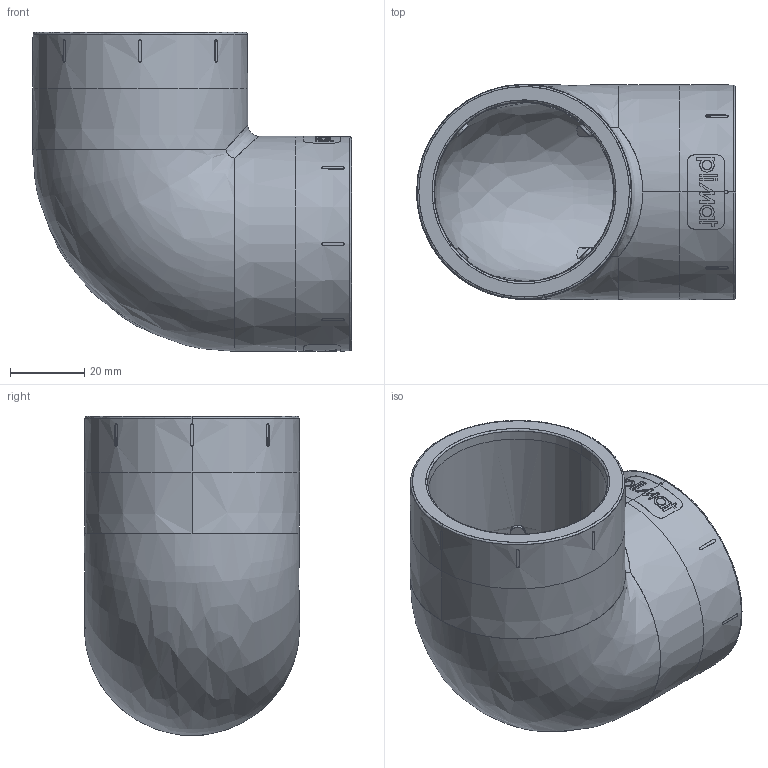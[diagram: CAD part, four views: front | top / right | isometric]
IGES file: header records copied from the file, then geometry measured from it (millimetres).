
Start section: SolidWorks IGES file using analytic representation for surfaces
Global section: file name: 01 07 1001 150.IGS; native system: SolidWorks 2014; preprocessor: SolidWorks 2014; author: utilizadort; date: 141113.083140; units: millimetre
Bounding box: 86.02 x 58.04 x 86.07 mm (x, y, z)
Surface area: 36019.7 mm2 (no closed solid volume)
Topology: 0 solids, 0 shells, 425 faces, 5017 edges, 5017 vertices
Faces by surface type: bspline 279, revolution 146
